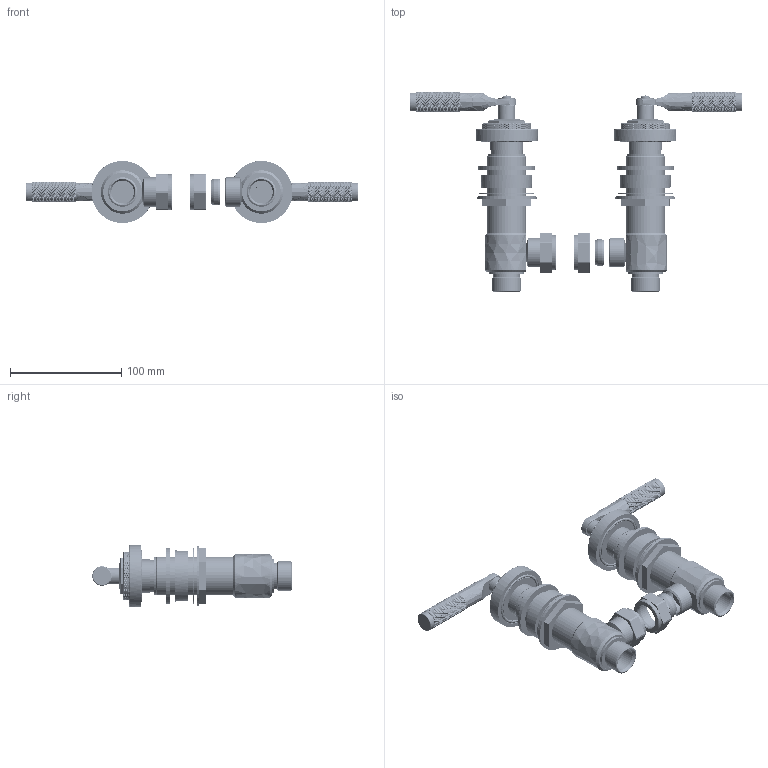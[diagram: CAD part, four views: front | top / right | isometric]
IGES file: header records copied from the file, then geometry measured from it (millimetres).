
Global section: file name: V7K42LK; native system: Autodesk Inventor 2018; preprocessor: unknown; author: clarkin; date: 20171005.104745; units: millimetre
Bounding box: 299 x 179.55 x 55.99 mm (x, y, z)
Volume: 311858.9 mm3; surface area: 210344 mm2
Topology: 64 solids, 64 shells, 19428 faces, 40996 edges, 21800 vertices
Faces by surface type: bspline 19428
